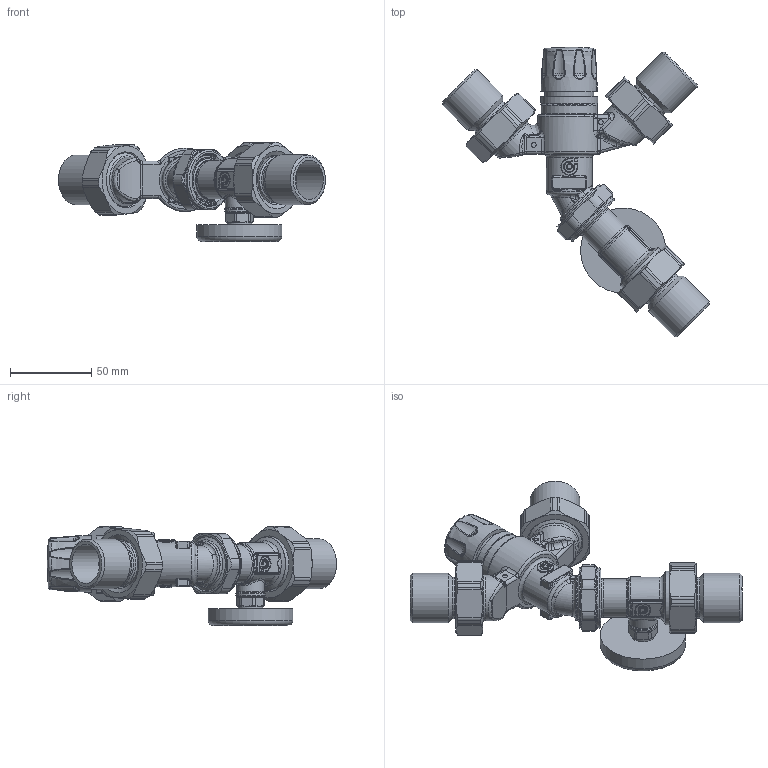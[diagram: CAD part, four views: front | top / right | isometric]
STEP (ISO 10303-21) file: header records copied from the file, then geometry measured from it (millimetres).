
FILE_DESCRIPTION(/* description */ (''),/* implementation_level */ '2;1');
FILE_NAME(/* name */ '520610A 001_Simplify_1.stp',/* time_stamp */ '2025-08-01T14:46:41-05:00',/* author */ ('ischreiner'),/* organization */ (''),/* preprocessor_version */ 'ST-DEVELOPER v20',/* originating_system */ 'Autodesk Inventor 2025',/* authorisation */ '');
FILE_SCHEMA (('AUTOMOTIVE_DESIGN { 1 0 10303 214 3 1 1 }','TECHNICAL_DATA_PACKAGING'));
Products named in the file (1): 520610A 001_Simplify_1
Bounding box: 163.93 x 177.7 x 60.83 mm (x, y, z)
Volume: 256707.8 mm3; surface area: 76160 mm2
Topology: 9 solids, 9 shells, 1548 faces, 3626 edges, 1996 vertices
Faces by surface type: cylinder 472, bspline 404, plane 293, torus 161, sphere 112, cone 106
Full cylindrical faces by diameter (mm): 3 x2, 15.24 x1, 15.875 x1, 17 x1, 18 x1, 23.5 x1, 24 x1, 24.13 x3, 25.4 x3, 27.94 x3, 28 x2, 29.6 x1, 30.048 x3, 30.3 x3, 30.48 x6, 30.5 x1, 33.1 x4, 34.5 x1, 37 x2, 52.324 x1
Entity records: 73789 total; most frequent: CARTESIAN_POINT 40216, ORIENTED_EDGE 6980, DIRECTION 6228, EDGE_CURVE 3490, AXIS2_PLACEMENT_3D 2624, VERTEX_POINT 1996, EDGE_LOOP 1594, STYLED_ITEM 1557
